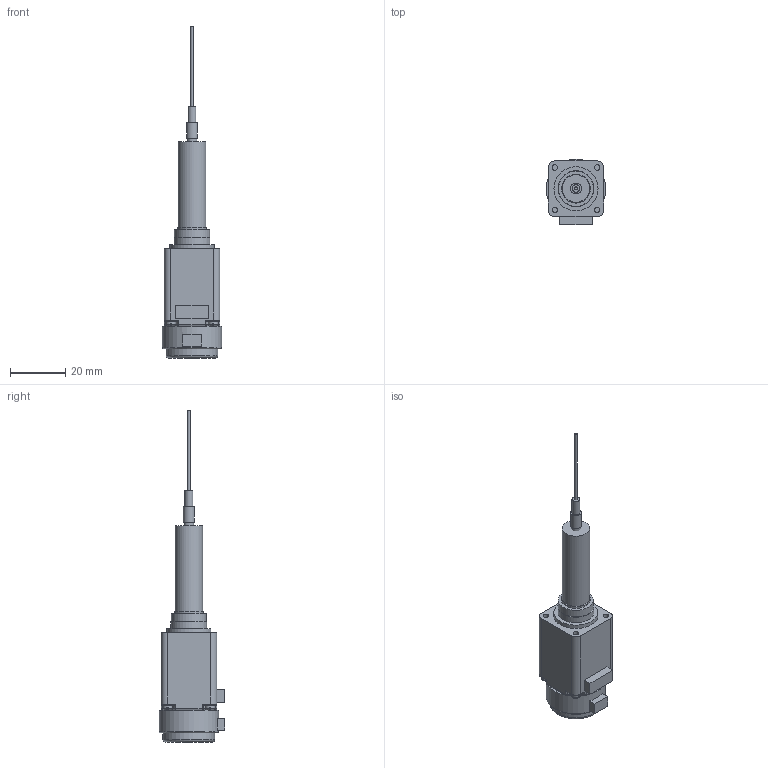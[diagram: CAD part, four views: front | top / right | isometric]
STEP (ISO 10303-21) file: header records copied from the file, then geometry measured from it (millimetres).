
FILE_DESCRIPTION(/* description */ (''),/* implementation_level */ '2;1');
FILE_NAME(/* name */ '00_Joy-IT-B20SHD4353_NEMA8_captive.ipt.step',/* time_stamp */ '2022-11-29T07:42:25+01:00',/* author */ ('Prakash Lab'),/* organization */ (''),/* preprocessor_version */ 'ST-DEVELOPER v18.1',/* originating_system */ 'Autodesk Inventor 2022',/* authorisation */ '');
FILE_SCHEMA (('AUTOMOTIVE_DESIGN { 1 0 10303 214 3 1 1 }'));
Length unit declared in the file: millimetre
Products named in the file (1): 00_Joy-IT-B20SHD4353_NEMA8_captive
Bounding box: 21.64 x 23.93 x 120.71 mm (x, y, z)
Volume: 18970 mm3; surface area: 6835.8 mm2
Topology: 3 solids, 3 shells, 190 faces, 449 edges, 277 vertices
Faces by surface type: plane 98, cylinder 57, torus 26, sphere 8, cone 1
Full cylindrical faces by diameter (mm): 1 x1, 2 x4, 2.845 x1, 3.5 x6, 3.962 x1, 5.5 x1, 10 x1, 10.447 x1, 12.81 x1, 13 x1, 16 x1, 18.898 x1, 21.641 x1
Entity records: 5812 total; most frequent: CARTESIAN_POINT 1197, DIRECTION 960, ORIENTED_EDGE 882, EDGE_CURVE 441, AXIS2_PLACEMENT_3D 360, VERTEX_POINT 277, LINE 240, VECTOR 240
